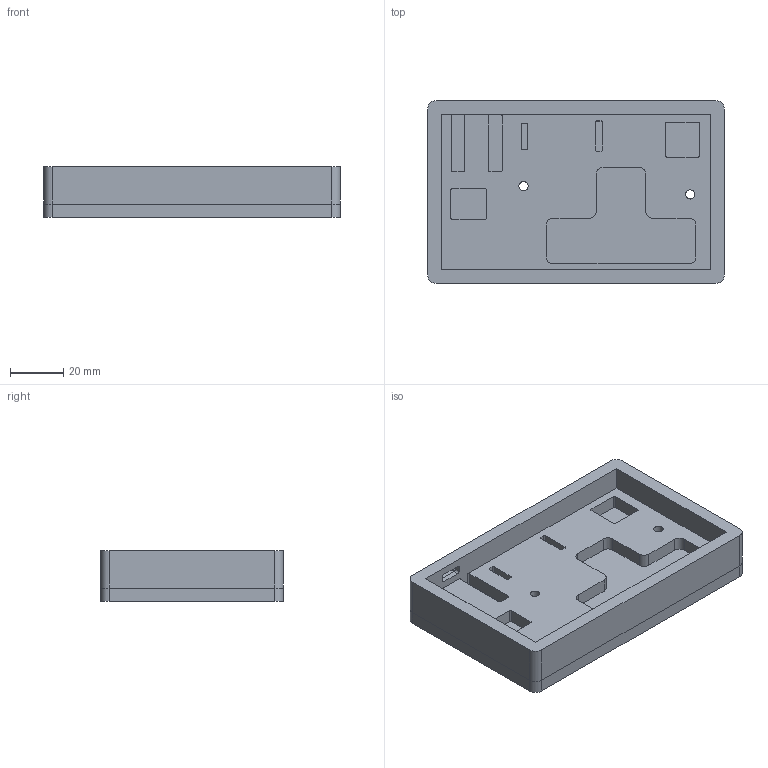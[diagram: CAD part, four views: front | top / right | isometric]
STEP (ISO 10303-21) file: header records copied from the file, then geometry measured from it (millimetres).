
FILE_DESCRIPTION(/* description */ ('STEP AP242 Edition 2','CAx-IF Rec.Pracs.---Representation and Presentation of Product Manufacturing Information (PMI)---4.0---2014-10-13','CAx-IF Rec.Pracs.---3D Tessellated Geometry---0.4---2014-09-14','2;1','CAx-IF Rec.Pracs.---User Defined Attributes---1.5---2016-08-15'),/* implementation_level */ '2;1');
FILE_NAME(/* name */ '697c48e4e68c24d6e79eb032',/* time_stamp */ '2026-01-30T06:00:05Z',/* author */ (''),/* organization */ (''),/* preprocessor_version */ 'ST-DEVELOPER v20',/* originating_system */ 'ONSHAPE BY PTC INC, 1.209',/* authorisation */ ' ');
FILE_SCHEMA (('AP242_MANAGED_MODEL_BASED_3D_ENGINEERING_MIM_LF { 1 0 10303 442 3 1 4 }'));
Length unit declared in the file: metre
Products named in the file (2): Part 1; Part 2
Bounding box: 111.3 x 68.48 x 18.92 mm (x, y, z)
Volume: 67310.6 mm3; surface area: 39781.4 mm2
Topology: 2 solids, 2 shells, 146 faces, 385 edges, 254 vertices
Faces by surface type: plane 71, cylinder 71, torus 4
Full cylindrical faces by diameter (mm): 3.5 x4, 5.08 x4, 7.62 x4, 12 x2
Entity records: 4576 total; most frequent: DIRECTION 813, CARTESIAN_POINT 773, ORIENTED_EDGE 742, EDGE_CURVE 371, AXIS2_PLACEMENT_3D 294, VERTEX_POINT 254, LINE 225, VECTOR 225
